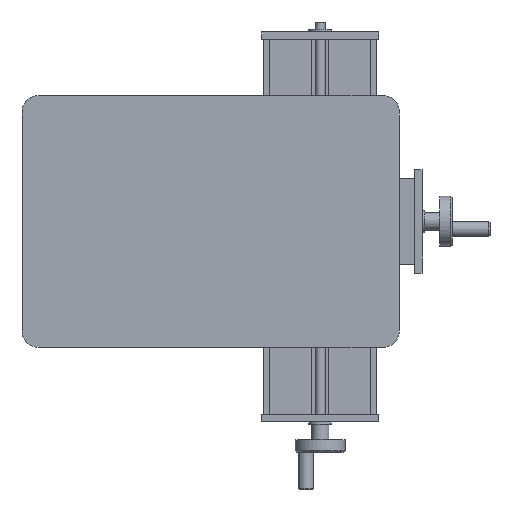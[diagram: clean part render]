
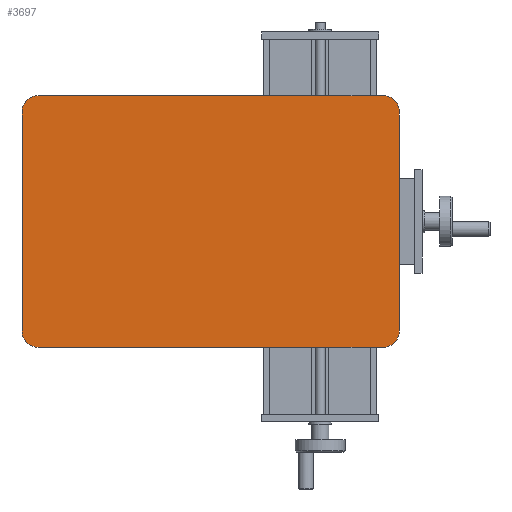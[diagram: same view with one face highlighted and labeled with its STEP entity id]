
A CAD part, front view. The second image highlights one B-rep face of the part: STEP entity #3697.
In plain terms, the highlighted planar face has unit normal (0, -1, 0).
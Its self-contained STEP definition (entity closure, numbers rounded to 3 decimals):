
#3697=ADVANCED_FACE('',(#8961),#8963,.F.);
#8961=FACE_BOUND('',#8962,.T.);
#8962=EDGE_LOOP('',(#14424,#14425,#14426,#14427,#14428,#14429,#14430,#14431));
#8963=PLANE('',#8964);
#8964=AXIS2_PLACEMENT_3D('',#8965,#8966,#8967);
#8965=CARTESIAN_POINT('',(0.,0.,0.));
#8966=DIRECTION('',(-0.,1.,0.));
#8967=DIRECTION('',(1.,0.,0.));
#14424=ORIENTED_EDGE('',*,*,#17136,.F.);
#14425=ORIENTED_EDGE('',*,*,#17122,.F.);
#14426=ORIENTED_EDGE('',*,*,#17137,.F.);
#14427=ORIENTED_EDGE('',*,*,#17118,.F.);
#14428=ORIENTED_EDGE('',*,*,#17138,.F.);
#14429=ORIENTED_EDGE('',*,*,#17114,.F.);
#14430=ORIENTED_EDGE('',*,*,#17139,.F.);
#14431=ORIENTED_EDGE('',*,*,#17126,.F.);
#17114=EDGE_CURVE('',#18469,#18471,#18472,.T.);
#17118=EDGE_CURVE('',#18477,#18479,#18480,.T.);
#17122=EDGE_CURVE('',#18485,#18487,#18488,.T.);
#17126=EDGE_CURVE('',#18493,#18495,#18496,.T.);
#17136=EDGE_CURVE('',#18487,#18493,#18514,.F.);
#17137=EDGE_CURVE('',#18479,#18485,#18515,.F.);
#17138=EDGE_CURVE('',#18471,#18477,#18516,.F.);
#17139=EDGE_CURVE('',#18495,#18469,#18517,.F.);
#18469=VERTEX_POINT('',#20815);
#18471=VERTEX_POINT('',#20819);
#18472=LINE('',#20820,#20821);
#18477=VERTEX_POINT('',#20831);
#18479=VERTEX_POINT('',#20835);
#18480=LINE('',#20836,#20837);
#18485=VERTEX_POINT('',#20847);
#18487=VERTEX_POINT('',#20851);
#18488=LINE('',#20852,#20853);
#18493=VERTEX_POINT('',#20863);
#18495=VERTEX_POINT('',#20867);
#18496=LINE('',#20868,#20869);
#18514=CIRCLE('',#20910,13.);
#18515=CIRCLE('',#20914,13.);
#18516=CIRCLE('',#20918,13.);
#18517=CIRCLE('',#20922,13.);
#20815=CARTESIAN_POINT('',(137.,0.,-100.));
#20819=CARTESIAN_POINT('',(-137.,0.,-100.));
#20820=CARTESIAN_POINT('',(137.,0.,-100.));
#20821=VECTOR('',#20822,1.);
#20822=DIRECTION('',(-1.,0.,0.));
#20831=CARTESIAN_POINT('',(-150.,0.,-87.));
#20835=CARTESIAN_POINT('',(-150.,0.,87.));
#20836=CARTESIAN_POINT('',(-150.,0.,-87.));
#20837=VECTOR('',#20838,1.);
#20838=DIRECTION('',(0.,0.,1.));
#20847=CARTESIAN_POINT('',(-137.,0.,100.));
#20851=CARTESIAN_POINT('',(137.,0.,100.));
#20852=CARTESIAN_POINT('',(-137.,0.,100.));
#20853=VECTOR('',#20854,1.);
#20854=DIRECTION('',(1.,0.,0.));
#20863=CARTESIAN_POINT('',(150.,0.,87.));
#20867=CARTESIAN_POINT('',(150.,0.,-87.));
#20868=CARTESIAN_POINT('',(150.,0.,87.));
#20869=VECTOR('',#20870,1.);
#20870=DIRECTION('',(0.,0.,-1.));
#20910=AXIS2_PLACEMENT_3D('',#20911,#20912,#20913);
#20911=CARTESIAN_POINT('',(137.,0.,87.));
#20912=DIRECTION('',(0.,-1.,0.));
#20913=DIRECTION('',(1.,0.,0.));
#20914=AXIS2_PLACEMENT_3D('',#20915,#20916,#20917);
#20915=CARTESIAN_POINT('',(-137.,0.,87.));
#20916=DIRECTION('',(0.,-1.,0.));
#20917=DIRECTION('',(0.,0.,1.));
#20918=AXIS2_PLACEMENT_3D('',#20919,#20920,#20921);
#20919=CARTESIAN_POINT('',(-137.,0.,-87.));
#20920=DIRECTION('',(0.,-1.,-0.));
#20921=DIRECTION('',(-1.,0.,0.));
#20922=AXIS2_PLACEMENT_3D('',#20923,#20924,#20925);
#20923=CARTESIAN_POINT('',(137.,0.,-87.));
#20924=DIRECTION('',(0.,-1.,0.));
#20925=DIRECTION('',(0.,0.,-1.));
